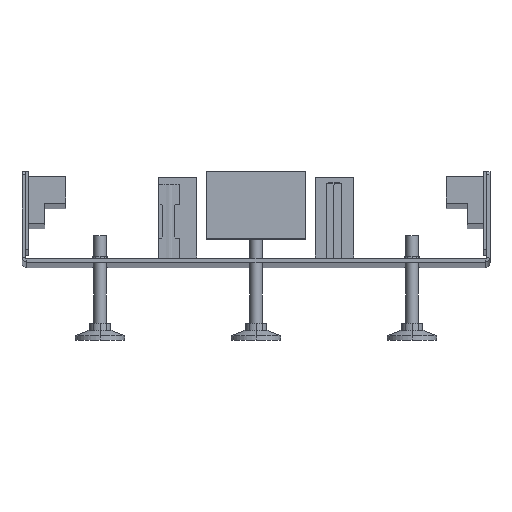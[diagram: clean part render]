
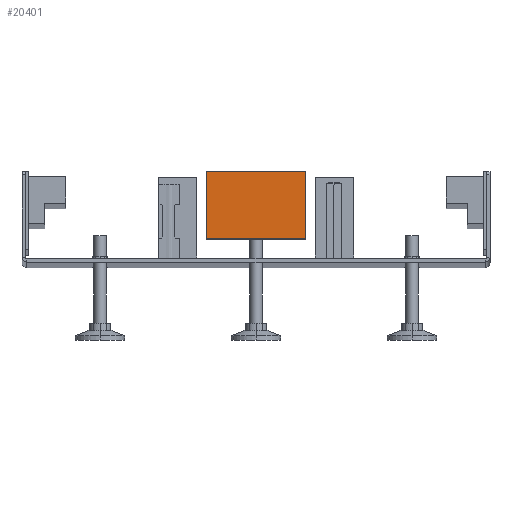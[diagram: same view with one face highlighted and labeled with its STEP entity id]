
A CAD part, top view. The second image highlights one B-rep face of the part: STEP entity #20401.
In plain terms, the highlighted face is planar.
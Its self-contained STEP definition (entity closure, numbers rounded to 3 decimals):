
#20322=DIRECTION('',(0.,-1.,0.));
#20323=VECTOR('',#20322,43.);
#20324=CARTESIAN_POINT('',(-32.,0.,0.));
#20325=LINE('',#20324,#20323);
#20326=DIRECTION('',(1.,0.,0.));
#20327=VECTOR('',#20326,64.);
#20328=CARTESIAN_POINT('',(-32.,-43.,0.));
#20329=LINE('',#20328,#20327);
#20330=DIRECTION('',(0.,1.,0.));
#20331=VECTOR('',#20330,43.);
#20332=CARTESIAN_POINT('',(32.,-43.,0.));
#20333=LINE('',#20332,#20331);
#20334=DIRECTION('',(-1.,0.,0.));
#20335=VECTOR('',#20334,64.);
#20336=CARTESIAN_POINT('',(32.,0.,0.));
#20337=LINE('',#20336,#20335);
#20370=CARTESIAN_POINT('',(-32.,0.,0.));
#20371=CARTESIAN_POINT('',(-32.,-43.,0.));
#20372=VERTEX_POINT('',#20370);
#20373=VERTEX_POINT('',#20371);
#20374=CARTESIAN_POINT('',(32.,-43.,0.));
#20375=VERTEX_POINT('',#20374);
#20376=CARTESIAN_POINT('',(32.,0.,0.));
#20377=VERTEX_POINT('',#20376);
#20386=CARTESIAN_POINT('',(0.,0.,0.));
#20387=DIRECTION('',(0.,0.,1.));
#20388=DIRECTION('',(1.,0.,0.));
#20389=AXIS2_PLACEMENT_3D('',#20386,#20387,#20388);
#20390=PLANE('',#20389);
#20392=ORIENTED_EDGE('',*,*,#20391,.T.);
#20394=ORIENTED_EDGE('',*,*,#20393,.T.);
#20396=ORIENTED_EDGE('',*,*,#20395,.T.);
#20398=ORIENTED_EDGE('',*,*,#20397,.T.);
#20399=EDGE_LOOP('',(#20392,#20394,#20396,#20398));
#20400=FACE_OUTER_BOUND('',#20399,.F.);
#20391=EDGE_CURVE('',#20372,#20373,#20325,.T.);
#20393=EDGE_CURVE('',#20373,#20375,#20329,.T.);
#20395=EDGE_CURVE('',#20375,#20377,#20333,.T.);
#20397=EDGE_CURVE('',#20377,#20372,#20337,.T.);
#20401=ADVANCED_FACE('',(#20400),#20390,.F.);
